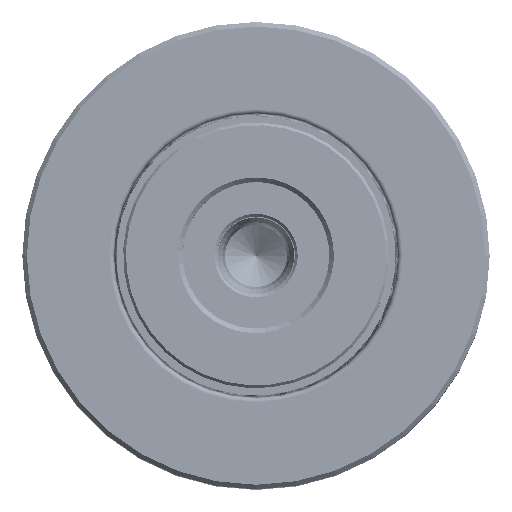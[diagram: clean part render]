
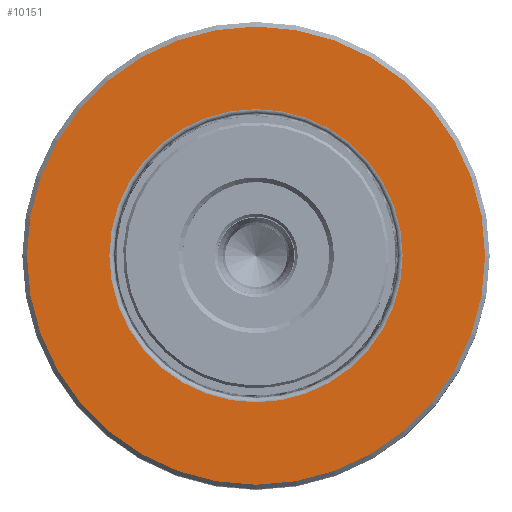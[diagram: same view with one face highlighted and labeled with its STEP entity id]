
A CAD part, top view. The second image highlights one B-rep face of the part: STEP entity #10151.
In plain terms, the highlighted face is planar.
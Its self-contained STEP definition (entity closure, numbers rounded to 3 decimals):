
#424 = ORIENTED_EDGE ( 'NONE', *, *, #42634, .F. ) ;
#5522 = DIRECTION ( 'NONE',  ( 0., 0., -1. ) ) ;
#10151 = ADVANCED_FACE ( 'NONE', ( #51104, #39109 ), #12214, .T. ) ;
#12214 = PLANE ( 'NONE',  #33392 ) ;
#15506 = DIRECTION ( 'NONE',  ( 0., 0., -1. ) ) ;
#15593 = DIRECTION ( 'NONE',  ( 0., -1., 0. ) ) ;
#20204 = EDGE_CURVE ( 'NONE', #39060, #46800, #49941, .T. ) ;
#21104 = CARTESIAN_POINT ( 'NONE',  ( 0., 30.687, 0. ) ) ;
#21472 = CARTESIAN_POINT ( 'NONE',  ( 0., 30.687, -25. ) ) ;
#21774 = DIRECTION ( 'NONE',  ( 0., 0., 1. ) ) ;
#21997 = DIRECTION ( 'NONE',  ( 0., 1., 0. ) ) ;
#24697 = AXIS2_PLACEMENT_3D ( 'NONE', #26424, #36637, #15506 ) ;
#25212 = EDGE_CURVE ( 'NONE', #63305, #57761, #44948, .T. ) ;
#25337 = ORIENTED_EDGE ( 'NONE', *, *, #20204, .T. ) ;
#26424 = CARTESIAN_POINT ( 'NONE',  ( 0., 30.687, 0. ) ) ;
#28711 = CARTESIAN_POINT ( 'NONE',  ( 0., 30.687, 16. ) ) ;
#29703 = CARTESIAN_POINT ( 'NONE',  ( 0., 30.687, -16. ) ) ;
#33392 = AXIS2_PLACEMENT_3D ( 'NONE', #41840, #21997, #21774 ) ;
#33608 = AXIS2_PLACEMENT_3D ( 'NONE', #21104, #15593, #5522 ) ;
#36637 = DIRECTION ( 'NONE',  ( 0., -1., 0. ) ) ;
#37913 = DIRECTION ( 'NONE',  ( 0., 0., -1. ) ) ;
#38238 = AXIS2_PLACEMENT_3D ( 'NONE', #53523, #58230, #37913 ) ;
#39060 = VERTEX_POINT ( 'NONE', #28711 ) ;
#39109 = FACE_OUTER_BOUND ( 'NONE', #59250, .T. ) ;
#39821 = CIRCLE ( 'NONE', #44501, 25. ) ;
#40000 = ORIENTED_EDGE ( 'NONE', *, *, #50109, .T. ) ;
#41840 = CARTESIAN_POINT ( 'NONE',  ( 25., 30.687, 0. ) ) ;
#42212 = CARTESIAN_POINT ( 'NONE',  ( 0., 30.687, 0. ) ) ;
#42634 = EDGE_CURVE ( 'NONE', #57761, #63305, #39821, .T. ) ;
#44501 = AXIS2_PLACEMENT_3D ( 'NONE', #42212, #57855, #62972 ) ;
#44948 = CIRCLE ( 'NONE', #24697, 25. ) ;
#46800 = VERTEX_POINT ( 'NONE', #29703 ) ;
#47700 = CIRCLE ( 'NONE', #33608, 16. ) ;
#49941 = CIRCLE ( 'NONE', #38238, 16. ) ;
#50109 = EDGE_CURVE ( 'NONE', #46800, #39060, #47700, .T. ) ;
#50234 = CARTESIAN_POINT ( 'NONE',  ( 0., 30.687, 25. ) ) ;
#51104 = FACE_BOUND ( 'NONE', #56139, .T. ) ;
#53523 = CARTESIAN_POINT ( 'NONE',  ( 0., 30.687, 0. ) ) ;
#56139 = EDGE_LOOP ( 'NONE', ( #40000, #25337 ) ) ;
#57761 = VERTEX_POINT ( 'NONE', #21472 ) ;
#57855 = DIRECTION ( 'NONE',  ( 0., -1., 0. ) ) ;
#58230 = DIRECTION ( 'NONE',  ( 0., -1., 0. ) ) ;
#59250 = EDGE_LOOP ( 'NONE', ( #424, #63449 ) ) ;
#62972 = DIRECTION ( 'NONE',  ( 0., 0., -1. ) ) ;
#63305 = VERTEX_POINT ( 'NONE', #50234 ) ;
#63449 = ORIENTED_EDGE ( 'NONE', *, *, #25212, .F. ) ;
